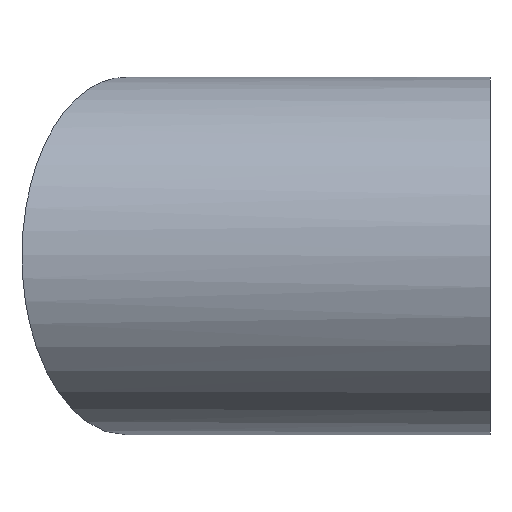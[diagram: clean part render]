
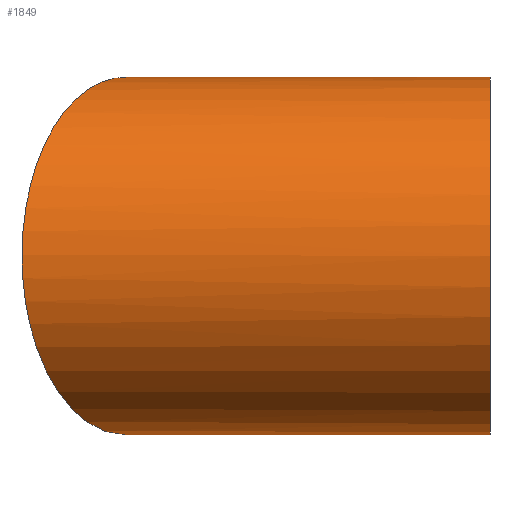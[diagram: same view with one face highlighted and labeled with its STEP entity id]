
A CAD part, left-side view. The second image highlights one B-rep face of the part: STEP entity #1849.
In plain terms, the highlighted cylindrical face has radius 70 mm (diameter 140 mm), a full revolution.
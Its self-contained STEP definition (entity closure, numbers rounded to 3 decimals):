
#1849 = ADVANCED_FACE( '', ( #4097, #4098 ), #4099, .T. );
#4097 = FACE_OUTER_BOUND( '', #6428, .T. );
#4098 = FACE_OUTER_BOUND( '', #6429, .T. );
#4099 = CYLINDRICAL_SURFACE( '', #6430, 70. );
#6428 = EDGE_LOOP( '', ( #12523 ) );
#6429 = EDGE_LOOP( '', ( #12524 ) );
#6430 = AXIS2_PLACEMENT_3D( '', #12525, #12526, #12527 );
#12523 = ORIENTED_EDGE( '', *, *, #13842, .T. );
#12524 = ORIENTED_EDGE( '', *, *, #15857, .F. );
#12525 = CARTESIAN_POINT( '', ( 0., 0., 0. ) );
#12526 = DIRECTION( '', ( 0., 1., 0. ) );
#12527 = DIRECTION( '', ( 0., 0., -1. ) );
#13842 = EDGE_CURVE( '', #16858, #16858, #16859, .F. );
#15857 = EDGE_CURVE( '', #19812, #19812, #19813, .T. );
#16858 = VERTEX_POINT( '', #21208 );
#16859 = ELLIPSE( '', #21209, 80.829, 70. );
#19812 = VERTEX_POINT( '', #25714 );
#19813 = CIRCLE( '', #25715, 70. );
#21208 = CARTESIAN_POINT( '', ( 70., 102.483, 0. ) );
#21209 = AXIS2_PLACEMENT_3D( '', #26257, #26258, #26259 );
#25714 = CARTESIAN_POINT( '', ( 0., 0., -70. ) );
#25715 = AXIS2_PLACEMENT_3D( '', #27827, #27828, #27829 );
#26257 = CARTESIAN_POINT( '', ( 0., 142.897, 0. ) );
#26258 = DIRECTION( '', ( 0.5, 0.866, 0. ) );
#26259 = DIRECTION( '', ( 0.866, -0.5, 0. ) );
#27827 = CARTESIAN_POINT( '', ( 0., 0., 0. ) );
#27828 = DIRECTION( '', ( 0., -1., 0. ) );
#27829 = DIRECTION( '', ( 0., 0., -1. ) );
